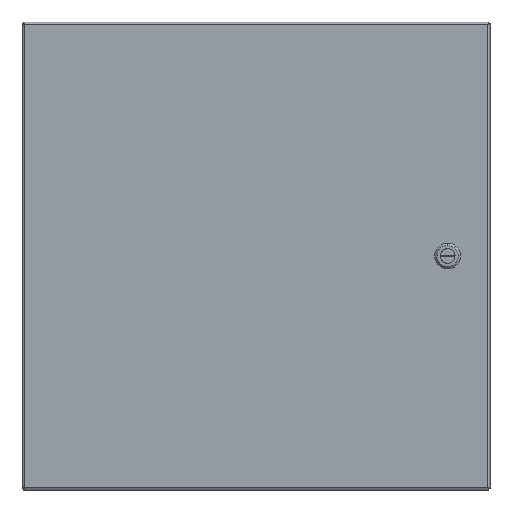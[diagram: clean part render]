
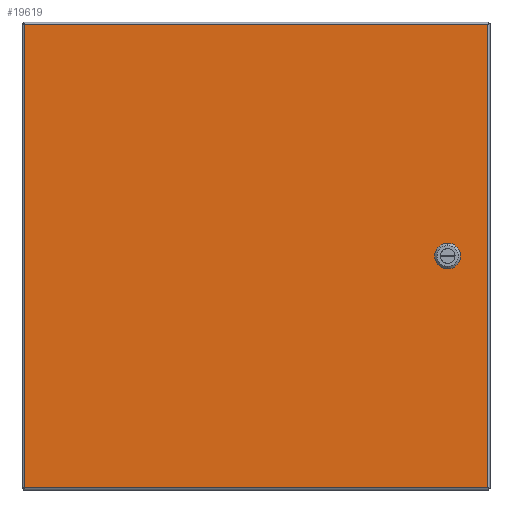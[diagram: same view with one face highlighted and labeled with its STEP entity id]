
A CAD part, front view. The second image highlights one B-rep face of the part: STEP entity #19619.
In plain terms, the highlighted planar face has unit normal (0, -1, 0).
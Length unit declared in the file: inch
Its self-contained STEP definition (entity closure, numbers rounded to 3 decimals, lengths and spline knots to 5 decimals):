
#259 = CARTESIAN_POINT ( 'NONE',  ( 9.901, -6.822, 9.8985 ) ) ;
#714 = ORIENTED_EDGE ( 'NONE', *, *, #13594, .T. ) ;
#751 = VECTOR ( 'NONE', #12690, 39.37008 ) ;
#833 = VECTOR ( 'NONE', #20260, 39.37008 ) ;
#968 = ORIENTED_EDGE ( 'NONE', *, *, #10770, .T. ) ;
#1132 = VERTEX_POINT ( 'NONE', #21160 ) ;
#1450 = CARTESIAN_POINT ( 'NONE',  ( 8.5865, -6.822, 0.231 ) ) ;
#1504 = LINE ( 'NONE', #6698, #1543 ) ;
#1543 = VECTOR ( 'NONE', #10043, 39.37008 ) ;
#1974 = ORIENTED_EDGE ( 'NONE', *, *, #14298, .T. ) ;
#1984 = DIRECTION ( 'NONE',  ( -0.707, 0., -0.707 ) ) ;
#2106 = PLANE ( 'NONE',  #10993 ) ;
#2442 = FACE_OUTER_BOUND ( 'NONE', #17191, .T. ) ;
#2687 = VECTOR ( 'NONE', #1984, 39.37008 ) ;
#3147 = LINE ( 'NONE', #13253, #5988 ) ;
#3169 = LINE ( 'NONE', #11841, #10101 ) ;
#3385 = VERTEX_POINT ( 'NONE', #259 ) ;
#3581 = ORIENTED_EDGE ( 'NONE', *, *, #4148, .T. ) ;
#3816 = VERTEX_POINT ( 'NONE', #10780 ) ;
#4148 = EDGE_CURVE ( 'NONE', #3816, #4541, #15852, .T. ) ;
#4285 = CARTESIAN_POINT ( 'NONE',  ( 7.7955, -6.822, 0.231 ) ) ;
#4541 = VERTEX_POINT ( 'NONE', #9558 ) ;
#4779 = CARTESIAN_POINT ( 'NONE',  ( 8.5865, -6.822, -0.231 ) ) ;
#4899 = DIRECTION ( 'NONE',  ( 0., 0., 1. ) ) ;
#4910 = CARTESIAN_POINT ( 'NONE',  ( -9.896, -6.822, -9.8985 ) ) ;
#5277 = VECTOR ( 'NONE', #6009, 39.37008 ) ;
#5374 = EDGE_CURVE ( 'NONE', #15864, #18349, #3169, .T. ) ;
#5507 = LINE ( 'NONE', #19383, #17930 ) ;
#5590 = EDGE_CURVE ( 'NONE', #1132, #14760, #5507, .T. ) ;
#5618 = ORIENTED_EDGE ( 'NONE', *, *, #5590, .T. ) ;
#5866 = DIRECTION ( 'NONE',  ( 0., -1., 0. ) ) ;
#5988 = VECTOR ( 'NONE', #21476, 39.37008 ) ;
#6009 = DIRECTION ( 'NONE',  ( 0., 0., -1. ) ) ;
#6122 = CARTESIAN_POINT ( 'NONE',  ( -9.896, -6.822, -9.8985 ) ) ;
#6321 = ORIENTED_EDGE ( 'NONE', *, *, #14593, .T. ) ;
#6439 = LINE ( 'NONE', #4779, #13073 ) ;
#6665 = LINE ( 'NONE', #8686, #9648 ) ;
#6698 = CARTESIAN_POINT ( 'NONE',  ( -9.896, -6.822, 9.8985 ) ) ;
#6836 = EDGE_CURVE ( 'NONE', #14760, #11718, #14253, .T. ) ;
#7013 = ORIENTED_EDGE ( 'NONE', *, *, #12294, .T. ) ;
#7159 = DIRECTION ( 'NONE',  ( -0.707, 0., 0.707 ) ) ;
#7881 = EDGE_CURVE ( 'NONE', #9116, #18553, #12807, .T. ) ;
#8686 = CARTESIAN_POINT ( 'NONE',  ( 7.96, -6.822, 0.3955 ) ) ;
#9116 = VERTEX_POINT ( 'NONE', #20045 ) ;
#9252 = CARTESIAN_POINT ( 'NONE',  ( 7.7955, -6.822, 0.231 ) ) ;
#9332 = VERTEX_POINT ( 'NONE', #13808 ) ;
#9475 = DIRECTION ( 'NONE',  ( 0.707, 0., -0.707 ) ) ;
#9558 = CARTESIAN_POINT ( 'NONE',  ( 8.422, -6.822, -0.3955 ) ) ;
#9648 = VECTOR ( 'NONE', #13445, 39.37008 ) ;
#9936 = DIRECTION ( 'NONE',  ( 1., 0., 0. ) ) ;
#10043 = DIRECTION ( 'NONE',  ( -1., 0., 0. ) ) ;
#10101 = VECTOR ( 'NONE', #9936, 39.37008 ) ;
#10659 = ORIENTED_EDGE ( 'NONE', *, *, #6836, .T. ) ;
#10770 = EDGE_CURVE ( 'NONE', #11718, #9332, #6665, .T. ) ;
#10780 = CARTESIAN_POINT ( 'NONE',  ( 8.5865, -6.822, -0.231 ) ) ;
#10993 = AXIS2_PLACEMENT_3D ( 'NONE', #19003, #5866, #20766 ) ;
#11718 = VERTEX_POINT ( 'NONE', #4285 ) ;
#11841 = CARTESIAN_POINT ( 'NONE',  ( -9.896, -6.822, -9.8985 ) ) ;
#11878 = EDGE_CURVE ( 'NONE', #3385, #19822, #1504, .T. ) ;
#11904 = EDGE_CURVE ( 'NONE', #4541, #1132, #13373, .T. ) ;
#12294 = EDGE_CURVE ( 'NONE', #18349, #3385, #13353, .T. ) ;
#12690 = DIRECTION ( 'NONE',  ( 0., 0., 1. ) ) ;
#12807 = LINE ( 'NONE', #14261, #14540 ) ;
#12983 = CARTESIAN_POINT ( 'NONE',  ( 7.7955, -6.822, -0.231 ) ) ;
#13073 = VECTOR ( 'NONE', #19996, 39.37008 ) ;
#13253 = CARTESIAN_POINT ( 'NONE',  ( 8.422, -6.822, 0.3955 ) ) ;
#13353 = LINE ( 'NONE', #20120, #19283 ) ;
#13373 = LINE ( 'NONE', #15153, #833 ) ;
#13445 = DIRECTION ( 'NONE',  ( 0.707, 0., 0.707 ) ) ;
#13594 = EDGE_CURVE ( 'NONE', #18553, #3816, #6439, .T. ) ;
#13808 = CARTESIAN_POINT ( 'NONE',  ( 7.96, -6.822, 0.3955 ) ) ;
#14253 = LINE ( 'NONE', #9252, #751 ) ;
#14261 = CARTESIAN_POINT ( 'NONE',  ( 8.422, -6.822, 0.3955 ) ) ;
#14298 = EDGE_CURVE ( 'NONE', #9332, #9116, #3147, .T. ) ;
#14540 = VECTOR ( 'NONE', #9475, 39.37008 ) ;
#14593 = EDGE_CURVE ( 'NONE', #19822, #15864, #19572, .T. ) ;
#14760 = VERTEX_POINT ( 'NONE', #12983 ) ;
#15153 = CARTESIAN_POINT ( 'NONE',  ( 7.96, -6.822, -0.3955 ) ) ;
#15593 = ORIENTED_EDGE ( 'NONE', *, *, #7881, .T. ) ;
#15745 = CARTESIAN_POINT ( 'NONE',  ( 8.5865, -6.822, -0.231 ) ) ;
#15852 = LINE ( 'NONE', #15745, #2687 ) ;
#15864 = VERTEX_POINT ( 'NONE', #4910 ) ;
#16058 = ORIENTED_EDGE ( 'NONE', *, *, #5374, .T. ) ;
#16191 = ORIENTED_EDGE ( 'NONE', *, *, #11878, .T. ) ;
#16395 = CARTESIAN_POINT ( 'NONE',  ( -9.896, -6.822, 9.8985 ) ) ;
#17191 = EDGE_LOOP ( 'NONE', ( #7013, #16191, #6321, #16058 ) ) ;
#17930 = VECTOR ( 'NONE', #7159, 39.37008 ) ;
#18349 = VERTEX_POINT ( 'NONE', #19667 ) ;
#18553 = VERTEX_POINT ( 'NONE', #1450 ) ;
#19003 = CARTESIAN_POINT ( 'NONE',  ( -9.896, -6.822, -9.8985 ) ) ;
#19105 = FACE_BOUND ( 'NONE', #21438, .T. ) ;
#19210 = ORIENTED_EDGE ( 'NONE', *, *, #11904, .T. ) ;
#19283 = VECTOR ( 'NONE', #4899, 39.37008 ) ;
#19383 = CARTESIAN_POINT ( 'NONE',  ( 7.7955, -6.822, -0.231 ) ) ;
#19572 = LINE ( 'NONE', #6122, #5277 ) ;
#19619 = ADVANCED_FACE ( 'NONE', ( #2442, #19105 ), #2106, .T. ) ;
#19667 = CARTESIAN_POINT ( 'NONE',  ( 9.901, -6.822, -9.8985 ) ) ;
#19822 = VERTEX_POINT ( 'NONE', #16395 ) ;
#19996 = DIRECTION ( 'NONE',  ( 0., 0., -1. ) ) ;
#20045 = CARTESIAN_POINT ( 'NONE',  ( 8.422, -6.822, 0.3955 ) ) ;
#20120 = CARTESIAN_POINT ( 'NONE',  ( 9.901, -6.822, -9.8985 ) ) ;
#20260 = DIRECTION ( 'NONE',  ( -1., 0., 0. ) ) ;
#20766 = DIRECTION ( 'NONE',  ( 0., 0., -1. ) ) ;
#21160 = CARTESIAN_POINT ( 'NONE',  ( 7.96, -6.822, -0.3955 ) ) ;
#21438 = EDGE_LOOP ( 'NONE', ( #10659, #968, #1974, #15593, #714, #3581, #19210, #5618 ) ) ;
#21476 = DIRECTION ( 'NONE',  ( 1., 0., 0. ) ) ;
